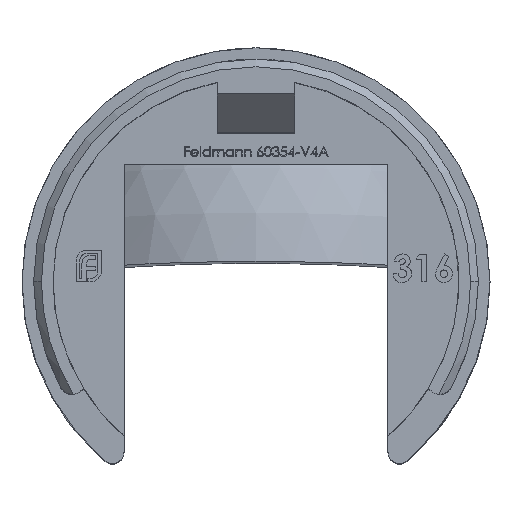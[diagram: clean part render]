
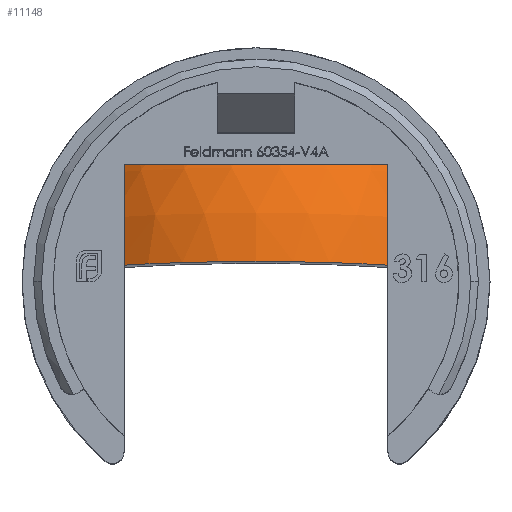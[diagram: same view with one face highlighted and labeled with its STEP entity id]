
A CAD part, top view. The second image highlights one B-rep face of the part: STEP entity #11148.
In plain terms, the highlighted spherical face has radius 30.15 mm.
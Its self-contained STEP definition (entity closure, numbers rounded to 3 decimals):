
#384 = ORIENTED_EDGE ( 'NONE', *, *, #28264, .F. ) ;
#726 = FACE_OUTER_BOUND ( 'NONE', #1435, .T. ) ;
#928 = CARTESIAN_POINT ( 'NONE',  ( -21., 21.634, -33. ) ) ;
#1016 = ORIENTED_EDGE ( 'NONE', *, *, #21336, .F. ) ;
#1195 = CARTESIAN_POINT ( 'NONE',  ( 0., 0., -33. ) ) ;
#1435 = EDGE_LOOP ( 'NONE', ( #384, #9718, #12451, #1016, #1777, #9070 ) ) ;
#1777 = ORIENTED_EDGE ( 'NONE', *, *, #27002, .F. ) ;
#1965 = AXIS2_PLACEMENT_3D ( 'NONE', #21886, #24063, #10953 ) ;
#3122 = AXIS2_PLACEMENT_3D ( 'NONE', #1195, #14566, #21254 ) ;
#3781 = DIRECTION ( 'NONE',  ( -1., 0., 0. ) ) ;
#3838 = AXIS2_PLACEMENT_3D ( 'NONE', #5332, #18674, #12049 ) ;
#5332 = CARTESIAN_POINT ( 'NONE',  ( 0., 0., -33. ) ) ;
#5921 = CARTESIAN_POINT ( 'NONE',  ( 0., 0., -33. ) ) ;
#5940 = EDGE_CURVE ( 'NONE', #8641, #10550, #20789, .T. ) ;
#7309 = DIRECTION ( 'NONE',  ( 0., 0.996, 0.087 ) ) ;
#7368 = CIRCLE ( 'NONE', #23681, 30.15 ) ;
#8404 = DIRECTION ( 'NONE',  ( 0., -0.996, -0.087 ) ) ;
#8641 = VERTEX_POINT ( 'NONE', #928 ) ;
#9070 = ORIENTED_EDGE ( 'NONE', *, *, #25041, .F. ) ;
#9718 = ORIENTED_EDGE ( 'NONE', *, *, #27715, .T. ) ;
#10024 = SPHERICAL_SURFACE ( 'NONE', #14222, 30.15 ) ;
#10550 = VERTEX_POINT ( 'NONE', #15445 ) ;
#10953 = DIRECTION ( 'NONE',  ( 0., 0.087, -0.996 ) ) ;
#11148 = ADVANCED_FACE ( 'NONE', ( #726 ), #10024, .T. ) ;
#11582 = VERTEX_POINT ( 'NONE', #16593 ) ;
#12049 = DIRECTION ( 'NONE',  ( 0., 0.087, -0.996 ) ) ;
#12451 = ORIENTED_EDGE ( 'NONE', *, *, #5940, .T. ) ;
#12474 = CIRCLE ( 'NONE', #3838, 30.15 ) ;
#13644 = CIRCLE ( 'NONE', #1965, 21.634 ) ;
#14222 = AXIS2_PLACEMENT_3D ( 'NONE', #20478, #7309, #22758 ) ;
#14328 = CARTESIAN_POINT ( 'NONE',  ( -21., 0., -33. ) ) ;
#14566 = DIRECTION ( 'NONE',  ( 0., -0.996, -0.087 ) ) ;
#15349 = AXIS2_PLACEMENT_3D ( 'NONE', #26136, #28118, #21931 ) ;
#15445 = CARTESIAN_POINT ( 'NONE',  ( 21., 21.634, -33. ) ) ;
#15935 = VERTEX_POINT ( 'NONE', #18189 ) ;
#16259 = CIRCLE ( 'NONE', #24987, 21.634 ) ;
#16593 = CARTESIAN_POINT ( 'NONE',  ( -18., 2.108, -57.095 ) ) ;
#18189 = CARTESIAN_POINT ( 'NONE',  ( -21., 1.886, -54.552 ) ) ;
#18282 = CIRCLE ( 'NONE', #3122, 30.15 ) ;
#18340 = CARTESIAN_POINT ( 'NONE',  ( 21., 1.886, -54.552 ) ) ;
#18674 = DIRECTION ( 'NONE',  ( 0., -0.996, -0.087 ) ) ;
#19271 = CARTESIAN_POINT ( 'NONE',  ( 18., 2.108, -57.095 ) ) ;
#19784 = VERTEX_POINT ( 'NONE', #18340 ) ;
#20478 = CARTESIAN_POINT ( 'NONE',  ( 0., 0., -33. ) ) ;
#20679 = VERTEX_POINT ( 'NONE', #19271 ) ;
#20789 = CIRCLE ( 'NONE', #15349, 30.15 ) ;
#21254 = DIRECTION ( 'NONE',  ( 0., 0.087, -0.996 ) ) ;
#21336 = EDGE_CURVE ( 'NONE', #19784, #10550, #13644, .T. ) ;
#21886 = CARTESIAN_POINT ( 'NONE',  ( 21., 0., -33. ) ) ;
#21931 = DIRECTION ( 'NONE',  ( -1., 0., 0. ) ) ;
#22758 = DIRECTION ( 'NONE',  ( 0., 0.087, -0.996 ) ) ;
#23681 = AXIS2_PLACEMENT_3D ( 'NONE', #5921, #8404, #3781 ) ;
#24063 = DIRECTION ( 'NONE',  ( 1., 0., 0. ) ) ;
#24987 = AXIS2_PLACEMENT_3D ( 'NONE', #14328, #27216, #25123 ) ;
#25041 = EDGE_CURVE ( 'NONE', #11582, #20679, #7368, .T. ) ;
#25123 = DIRECTION ( 'NONE',  ( 0., 0.087, -0.996 ) ) ;
#26136 = CARTESIAN_POINT ( 'NONE',  ( 0., 0., -33. ) ) ;
#27002 = EDGE_CURVE ( 'NONE', #20679, #19784, #12474, .T. ) ;
#27216 = DIRECTION ( 'NONE',  ( 1., 0., 0. ) ) ;
#27715 = EDGE_CURVE ( 'NONE', #15935, #8641, #16259, .T. ) ;
#28118 = DIRECTION ( 'NONE',  ( 0., 0., -1. ) ) ;
#28264 = EDGE_CURVE ( 'NONE', #15935, #11582, #18282, .T. ) ;
